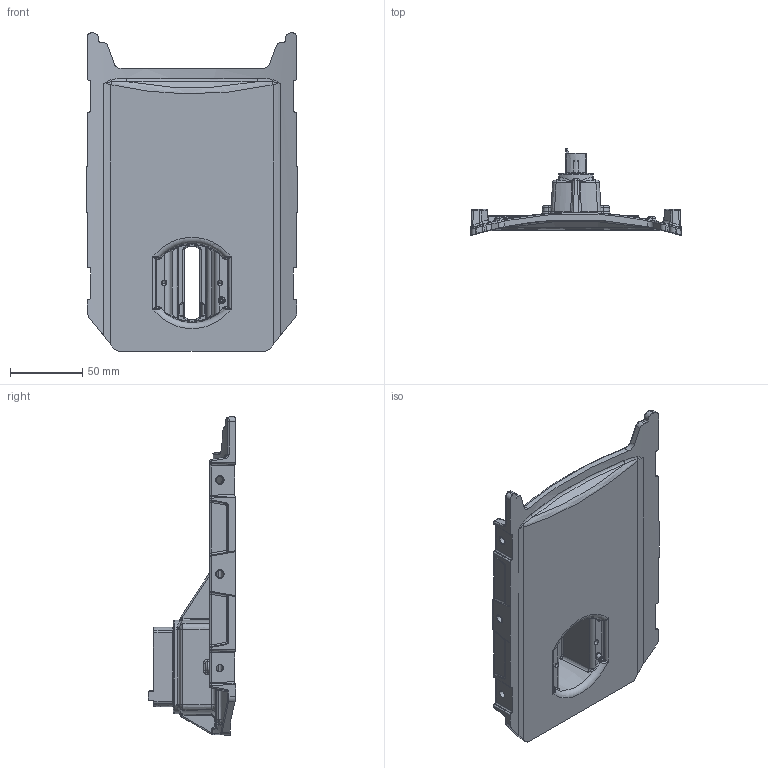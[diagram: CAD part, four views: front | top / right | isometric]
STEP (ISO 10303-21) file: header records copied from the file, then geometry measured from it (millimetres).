
FILE_DESCRIPTION((''),'2;1');
FILE_NAME('134B0314','2017-03-01T',('F32060'),('Danfoss Drives A/S'),'CREO PARAMETRIC BY PTC INC, 2015480','CREO PARAMETRIC BY PTC INC, 2015480','');
FILE_SCHEMA(('CONFIG_CONTROL_DESIGN','GEOMETRIC_VALIDATION_PROPERTIES_MIM'));
Products named in the file (1): 134B0314
Bounding box: 145.58 x 60.42 x 220.13 mm (x, y, z)
Volume: 261266.5 mm3; surface area: 84091.1 mm2
Topology: 1 solids, 8 shells, 1054 faces, 2528 edges, 1469 vertices
Faces by surface type: bspline 455, cylinder 326, plane 136, sphere 58, torus 46, cone 33
Entity records: 96014 total; most frequent: CARTESIAN_POINT 55293, ORIENTED_EDGE 4990, PRESENTATION_STYLE_ASSIGNMENT 3543, DIRECTION 3466, STYLED_ITEM 2532, CURVE_STYLE 2524, EDGE_CURVE 2524, FILL_AREA_STYLE_COLOUR 2030
